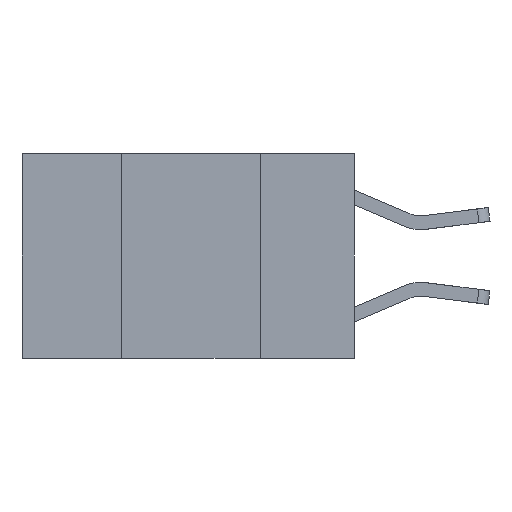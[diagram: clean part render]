
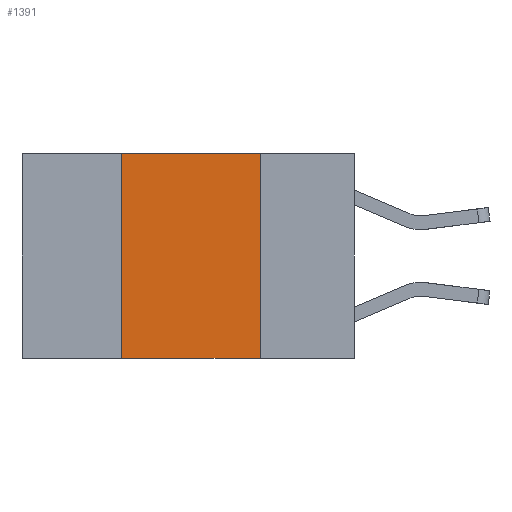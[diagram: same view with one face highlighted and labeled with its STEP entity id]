
A CAD part, left-side view. The second image highlights one B-rep face of the part: STEP entity #1391.
In plain terms, the highlighted planar face has unit normal (-1, 0, 0).
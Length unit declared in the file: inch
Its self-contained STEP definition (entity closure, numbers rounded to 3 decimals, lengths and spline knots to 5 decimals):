
#42 = CARTESIAN_POINT ( 'NONE',  ( 0., 0.6, 0. ) ) ;
#178 = VERTEX_POINT ( 'NONE', #9268 ) ;
#396 = LINE ( 'NONE', #6532, #10748 ) ;
#527 = VERTEX_POINT ( 'NONE', #6496 ) ;
#570 = VECTOR ( 'NONE', #6768, 39.37008 ) ;
#910 = LINE ( 'NONE', #42, #7016 ) ;
#1172 = ORIENTED_EDGE ( 'NONE', *, *, #10508, .F. ) ;
#1185 = DIRECTION ( 'NONE',  ( 0., -1., 0. ) ) ;
#1391 = ADVANCED_FACE ( 'NONE', ( #10552 ), #2462, .F. ) ;
#1693 = CARTESIAN_POINT ( 'NONE',  ( 0., 0.6, 0. ) ) ;
#2279 = VECTOR ( 'NONE', #7208, 39.37008 ) ;
#2300 = EDGE_LOOP ( 'NONE', ( #3186, #7707, #1172, #4095 ) ) ;
#2362 = LINE ( 'NONE', #9287, #570 ) ;
#2462 = PLANE ( 'NONE',  #7790 ) ;
#2769 = LINE ( 'NONE', #8763, #2279 ) ;
#3186 = ORIENTED_EDGE ( 'NONE', *, *, #9271, .F. ) ;
#3209 = CARTESIAN_POINT ( 'NONE',  ( 0., 0.17, 0. ) ) ;
#3367 = EDGE_CURVE ( 'NONE', #9637, #527, #2362, .T. ) ;
#3394 = DIRECTION ( 'NONE',  ( 0., 0., -1. ) ) ;
#4095 = ORIENTED_EDGE ( 'NONE', *, *, #3367, .T. ) ;
#5411 = VERTEX_POINT ( 'NONE', #3209 ) ;
#6014 = EDGE_CURVE ( 'NONE', #178, #5411, #910, .T. ) ;
#6496 = CARTESIAN_POINT ( 'NONE',  ( 0., 0.17, -0.37 ) ) ;
#6532 = CARTESIAN_POINT ( 'NONE',  ( 0., 0.17, 0. ) ) ;
#6768 = DIRECTION ( 'NONE',  ( 0., -1., 0. ) ) ;
#7016 = VECTOR ( 'NONE', #1185, 39.37008 ) ;
#7208 = DIRECTION ( 'NONE',  ( 0., 0., 1. ) ) ;
#7320 = DIRECTION ( 'NONE',  ( 0., 0., -1. ) ) ;
#7707 = ORIENTED_EDGE ( 'NONE', *, *, #6014, .F. ) ;
#7759 = DIRECTION ( 'NONE',  ( 1., 0., 0. ) ) ;
#7766 = CARTESIAN_POINT ( 'NONE',  ( 0., 0.42, -0.37 ) ) ;
#7790 = AXIS2_PLACEMENT_3D ( 'NONE', #1693, #7759, #3394 ) ;
#8763 = CARTESIAN_POINT ( 'NONE',  ( 0., 0.42, 0. ) ) ;
#9268 = CARTESIAN_POINT ( 'NONE',  ( 0., 0.42, 0. ) ) ;
#9271 = EDGE_CURVE ( 'NONE', #5411, #527, #396, .T. ) ;
#9287 = CARTESIAN_POINT ( 'NONE',  ( 0., 0.6, -0.37 ) ) ;
#9637 = VERTEX_POINT ( 'NONE', #7766 ) ;
#10508 = EDGE_CURVE ( 'NONE', #9637, #178, #2769, .T. ) ;
#10552 = FACE_OUTER_BOUND ( 'NONE', #2300, .T. ) ;
#10748 = VECTOR ( 'NONE', #7320, 39.37008 ) ;
